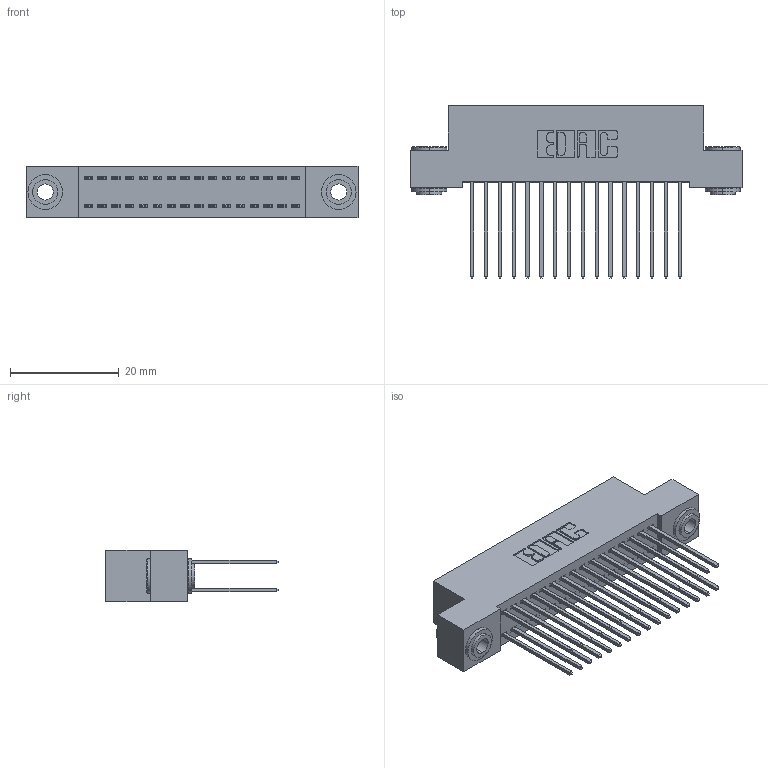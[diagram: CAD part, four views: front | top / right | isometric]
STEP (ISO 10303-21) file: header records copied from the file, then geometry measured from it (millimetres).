
FILE_DESCRIPTION (( 'STEP AP203' ), '1' );
FILE_NAME ('392-032-542-203.STEP', '2018-08-16T00:08:55', ( '' ), ( '' ), 'SwSTEP 2.0', 'SolidWorks 2016', '' );
FILE_SCHEMA (( 'CONFIG_CONTROL_DESIGN' ));
Length unit declared in the file: inch
Products named in the file (4): 342 Part_.156 TH; 345-292-001_345-293-142; 342-250-002_345-250-002-102; 392-032-542-203
Assembly tree (35 placements, depth 2):
  392-032-542-203
    342 Part_.156 TH
    345-292-001_345-293-142  x32
    342-250-002_345-250-002-102  x2
Bounding box: 60.96 x 31.63 x 9.4 mm (x, y, z)
Volume: 5526.2 mm3; surface area: 9238.1 mm2
Topology: 35 solids, 35 shells, 1812 faces, 5335 edges, 3510 vertices
Faces by surface type: plane 1228, cylinder 576, cone 8
Entity records: 14192 total; most frequent: CARTESIAN_POINT 2357, ORIENTED_EDGE 2286, DIRECTION 2093, EDGE_CURVE 1143, LINE 991, VECTOR 991, VERTEX_POINT 758, AXIS2_PLACEMENT_3D 551
